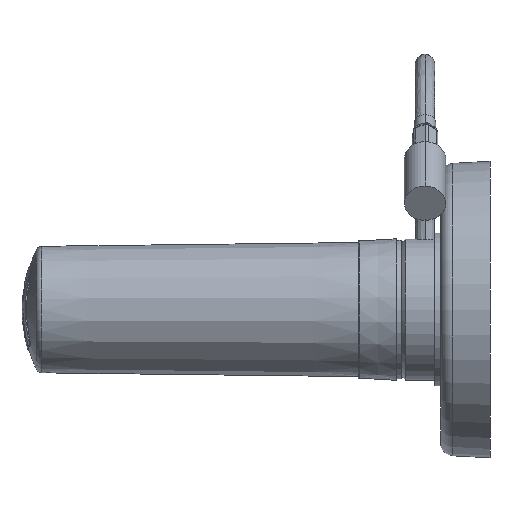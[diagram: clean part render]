
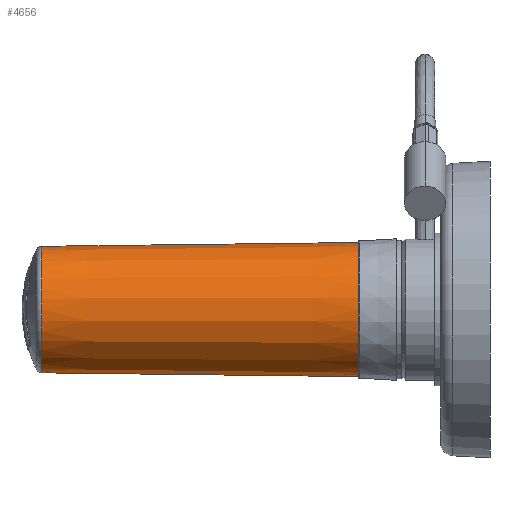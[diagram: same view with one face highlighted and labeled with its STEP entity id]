
A CAD part, left-side view. The second image highlights one B-rep face of the part: STEP entity #4656.
In plain terms, the highlighted conical face has half-angle 0.683 degrees and reference radius 17.234 mm.
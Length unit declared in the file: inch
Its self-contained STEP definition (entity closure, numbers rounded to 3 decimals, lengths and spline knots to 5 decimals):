
#329 = VERTEX_POINT ( 'NONE', #6805 ) ;
#430 = DIRECTION ( 'NONE',  ( 1., 0., 0. ) ) ;
#478 = CARTESIAN_POINT ( 'NONE',  ( -0.387, 0., 0. ) ) ;
#611 = ORIENTED_EDGE ( 'NONE', *, *, #6368, .F. ) ;
#934 = DIRECTION ( 'NONE',  ( -1., 0., 0. ) ) ;
#1434 = CARTESIAN_POINT ( 'NONE',  ( -0.387, 0., 0.6785 ) ) ;
#1853 = CARTESIAN_POINT ( 'NONE',  ( -3.58758, 0., 0. ) ) ;
#1936 = ORIENTED_EDGE ( 'NONE', *, *, #4248, .T. ) ;
#2127 = CARTESIAN_POINT ( 'NONE',  ( -3.58758, 0., -0.64035 ) ) ;
#2692 = DIRECTION ( 'NONE',  ( -1., 0., 0. ) ) ;
#2781 = CARTESIAN_POINT ( 'NONE',  ( -0.387, 0., -0.6785 ) ) ;
#3644 = FACE_OUTER_BOUND ( 'NONE', #10533, .T. ) ;
#3682 = LINE ( 'NONE', #1434, #7953 ) ;
#4248 = EDGE_CURVE ( 'NONE', #5175, #6261, #7373, .T. ) ;
#4522 = CONICAL_SURFACE ( 'NONE', #5041, 0.6785, 0.012 ) ;
#4656 = ADVANCED_FACE ( 'NONE', ( #3644 ), #4522, .T. ) ;
#4883 = CIRCLE ( 'NONE', #10159, 0.6785 ) ;
#5041 = AXIS2_PLACEMENT_3D ( 'NONE', #478, #430, #5926 ) ;
#5175 = VERTEX_POINT ( 'NONE', #2127 ) ;
#5230 = VECTOR ( 'NONE', #7568, 39.37008 ) ;
#5840 = CARTESIAN_POINT ( 'NONE',  ( -0.387, 0., 0. ) ) ;
#5926 = DIRECTION ( 'NONE',  ( 0., 0., -1. ) ) ;
#6261 = VERTEX_POINT ( 'NONE', #2781 ) ;
#6317 = DIRECTION ( 'NONE',  ( 1., 0., 0.012 ) ) ;
#6368 = EDGE_CURVE ( 'NONE', #5175, #329, #7853, .T. ) ;
#6640 = DIRECTION ( 'NONE',  ( 0., 0., 1. ) ) ;
#6805 = CARTESIAN_POINT ( 'NONE',  ( -3.58758, 0., 0.64035 ) ) ;
#7373 = LINE ( 'NONE', #7427, #5230 ) ;
#7427 = CARTESIAN_POINT ( 'NONE',  ( -0.387, 0., -0.6785 ) ) ;
#7568 = DIRECTION ( 'NONE',  ( 1., 0., -0.012 ) ) ;
#7632 = CARTESIAN_POINT ( 'NONE',  ( -0.387, 0., 0.6785 ) ) ;
#7853 = CIRCLE ( 'NONE', #9519, 0.64035 ) ;
#7953 = VECTOR ( 'NONE', #6317, 39.37008 ) ;
#8226 = DIRECTION ( 'NONE',  ( 0., 0., 1. ) ) ;
#8609 = EDGE_CURVE ( 'NONE', #329, #8936, #3682, .T. ) ;
#8936 = VERTEX_POINT ( 'NONE', #7632 ) ;
#9519 = AXIS2_PLACEMENT_3D ( 'NONE', #1853, #2692, #8226 ) ;
#9629 = ORIENTED_EDGE ( 'NONE', *, *, #8609, .F. ) ;
#9717 = ORIENTED_EDGE ( 'NONE', *, *, #10481, .T. ) ;
#10159 = AXIS2_PLACEMENT_3D ( 'NONE', #5840, #934, #6640 ) ;
#10481 = EDGE_CURVE ( 'NONE', #6261, #8936, #4883, .T. ) ;
#10533 = EDGE_LOOP ( 'NONE', ( #9629, #611, #1936, #9717 ) ) ;
